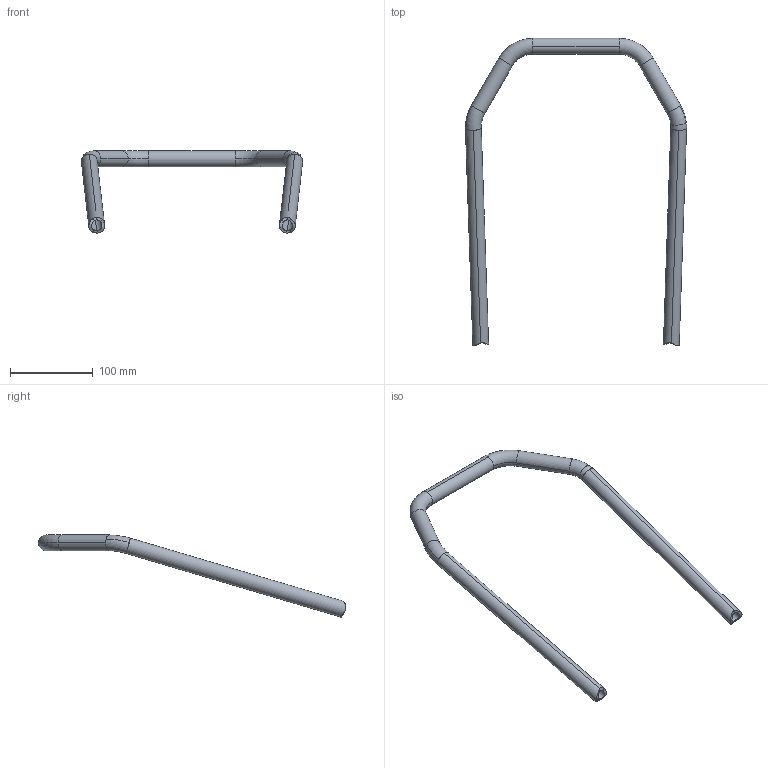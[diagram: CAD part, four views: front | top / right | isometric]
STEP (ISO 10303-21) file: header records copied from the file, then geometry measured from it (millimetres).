
FILE_DESCRIPTION (( 'STEP AP214' ), '1' );
FILE_NAME ('Member 2.STEP', '2025-02-27T19:56:57', ( '' ), ( '' ), 'SwSTEP 2.0', 'SolidWorks 2022', '' );
FILE_SCHEMA (( 'AUTOMOTIVE_DESIGN' ));
Length unit declared in the file: millimetre
Products named in the file (1): Member 2
Bounding box: 266.63 x 370.54 x 98.92 mm (x, y, z)
Volume: 143368.2 mm3; surface area: 93177 mm2
Topology: 9 solids, 9 shells, 73 faces, 215 edges, 158 vertices
Faces by surface type: torus 31, cylinder 20, plane 16, bspline 6
Entity records: 4060 total; most frequent: CARTESIAN_POINT 2056, ORIENTED_EDGE 430, DIRECTION 340, EDGE_CURVE 215, AXIS2_PLACEMENT_3D 160, VERTEX_POINT 158, B_SPLINE_CURVE_WITH_KNOTS 103, CIRCLE 92
